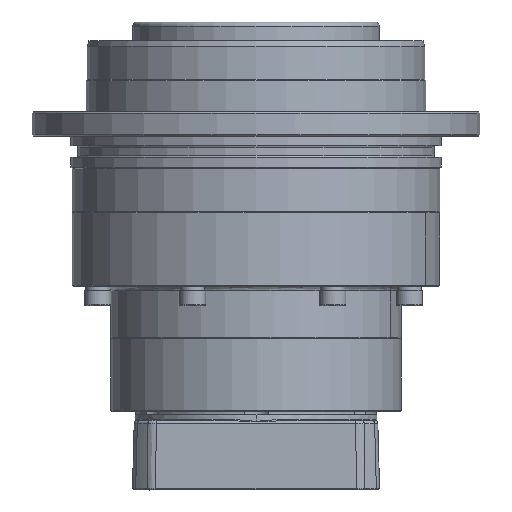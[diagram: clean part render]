
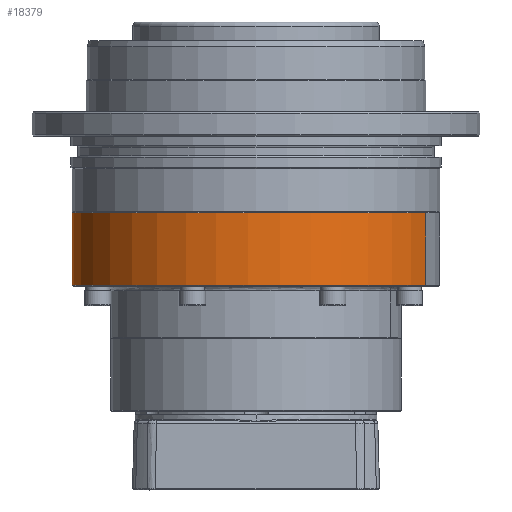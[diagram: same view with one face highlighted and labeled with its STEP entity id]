
A CAD part, front view. The second image highlights one B-rep face of the part: STEP entity #18379.
In plain terms, the highlighted cylindrical face has radius 59.5 mm (diameter 119 mm), a partial arc.
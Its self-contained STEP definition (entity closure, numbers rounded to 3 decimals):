
#915 = CIRCLE ( 'NONE', #7466, 59.5 ) ;
#1205 = CARTESIAN_POINT ( 'NONE',  ( 0., 0., -59.5 ) ) ;
#2059 = ORIENTED_EDGE ( 'NONE', *, *, #23445, .F. ) ;
#2539 = DIRECTION ( 'NONE',  ( -1., 0., 0. ) ) ;
#2972 = CARTESIAN_POINT ( 'NONE',  ( 0.3, 0., 59.5 ) ) ;
#3215 = CARTESIAN_POINT ( 'NONE',  ( 0.3, 0., -59.5 ) ) ;
#5126 = CARTESIAN_POINT ( 'NONE',  ( 0.3, 0., 0. ) ) ;
#6100 = AXIS2_PLACEMENT_3D ( 'NONE', #11947, #6269, #26055 ) ;
#6269 = DIRECTION ( 'NONE',  ( -1., 0., 0. ) ) ;
#7466 = AXIS2_PLACEMENT_3D ( 'NONE', #16671, #8120, #16185 ) ;
#7663 = CIRCLE ( 'NONE', #29185, 59.5 ) ;
#8120 = DIRECTION ( 'NONE',  ( -1., 0., 0. ) ) ;
#9023 = VECTOR ( 'NONE', #18050, 1000. ) ;
#10112 = FACE_OUTER_BOUND ( 'NONE', #30445, .T. ) ;
#11947 = CARTESIAN_POINT ( 'NONE',  ( 23.7, 0., 0. ) ) ;
#12052 = EDGE_CURVE ( 'NONE', #28008, #32655, #7663, .T. ) ;
#12901 = ORIENTED_EDGE ( 'NONE', *, *, #12940, .T. ) ;
#12940 = EDGE_CURVE ( 'NONE', #21670, #32655, #23986, .T. ) ;
#13713 = DIRECTION ( 'NONE',  ( -1., 0., 0. ) ) ;
#16185 = DIRECTION ( 'NONE',  ( 0., 0., 1. ) ) ;
#16471 = VECTOR ( 'NONE', #34722, 1000. ) ;
#16562 = DIRECTION ( 'NONE',  ( 0., 0., 1. ) ) ;
#16671 = CARTESIAN_POINT ( 'NONE',  ( 23.7, 0., 0. ) ) ;
#16844 = VERTEX_POINT ( 'NONE', #33809 ) ;
#18050 = DIRECTION ( 'NONE',  ( -1., 0., 0. ) ) ;
#18379 = ADVANCED_FACE ( 'NONE', ( #10112 ), #30451, .T. ) ;
#18977 = CIRCLE ( 'NONE', #6100, 59.5 ) ;
#18982 = EDGE_CURVE ( 'NONE', #32292, #21670, #18977, .T. ) ;
#21337 = CARTESIAN_POINT ( 'NONE',  ( 23.7, 0., 59.5 ) ) ;
#21446 = LINE ( 'NONE', #1205, #9023 ) ;
#21670 = VERTEX_POINT ( 'NONE', #21337 ) ;
#22353 = DIRECTION ( 'NONE',  ( 0., 0., -1. ) ) ;
#23445 = EDGE_CURVE ( 'NONE', #16844, #28008, #21446, .T. ) ;
#23986 = LINE ( 'NONE', #26178, #16471 ) ;
#25101 = ORIENTED_EDGE ( 'NONE', *, *, #18982, .T. ) ;
#25622 = ORIENTED_EDGE ( 'NONE', *, *, #30535, .T. ) ;
#26055 = DIRECTION ( 'NONE',  ( 0., 0., 1. ) ) ;
#26178 = CARTESIAN_POINT ( 'NONE',  ( 0., 0., 59.5 ) ) ;
#26389 = CARTESIAN_POINT ( 'NONE',  ( 23.7, -59.5, 0. ) ) ;
#28008 = VERTEX_POINT ( 'NONE', #3215 ) ;
#29185 = AXIS2_PLACEMENT_3D ( 'NONE', #5126, #2539, #22353 ) ;
#30445 = EDGE_LOOP ( 'NONE', ( #2059, #25622, #25101, #12901, #32596 ) ) ;
#30451 = CYLINDRICAL_SURFACE ( 'NONE', #32875, 59.5 ) ;
#30535 = EDGE_CURVE ( 'NONE', #16844, #32292, #915, .T. ) ;
#30645 = CARTESIAN_POINT ( 'NONE',  ( 0., 0., 0. ) ) ;
#32292 = VERTEX_POINT ( 'NONE', #26389 ) ;
#32596 = ORIENTED_EDGE ( 'NONE', *, *, #12052, .F. ) ;
#32655 = VERTEX_POINT ( 'NONE', #2972 ) ;
#32875 = AXIS2_PLACEMENT_3D ( 'NONE', #30645, #13713, #16562 ) ;
#33809 = CARTESIAN_POINT ( 'NONE',  ( 23.7, 0., -59.5 ) ) ;
#34722 = DIRECTION ( 'NONE',  ( -1., 0., 0. ) ) ;
